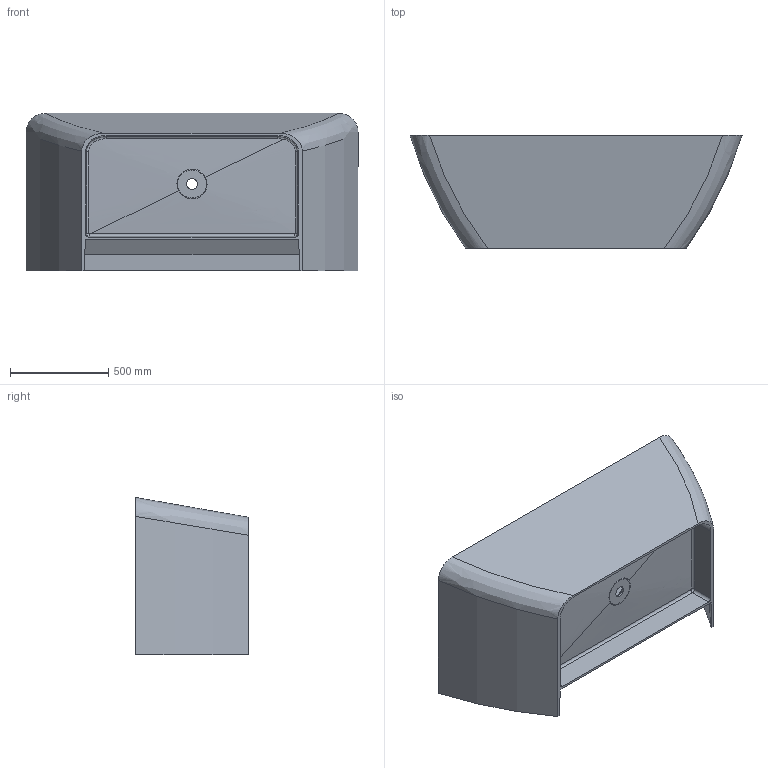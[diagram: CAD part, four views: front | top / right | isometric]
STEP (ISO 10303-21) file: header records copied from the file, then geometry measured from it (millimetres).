
FILE_DESCRIPTION (( 'STEP AP214' ), '1' );
FILE_NAME ('Iceland.STEP', '2019-05-21T12:40:45', ( '' ), ( '' ), 'SwSTEP 2.0', 'SolidWorks 2018', '' );
FILE_SCHEMA (( 'AUTOMOTIVE_DESIGN' ));
Length unit declared in the file: millimetre
Products named in the file (2): Iceland
Bounding box: 1690 x 575 x 800 mm (x, y, z)
Volume: 72535731.5 mm3; surface area: 6544251 mm2
Topology: 1 solids, 1 shells, 85 faces, 213 edges, 131 vertices
Faces by surface type: bspline 57, cylinder 13, plane 13, cone 2
Entity records: 17927 total; most frequent: CARTESIAN_POINT 16327, ORIENTED_EDGE 426, EDGE_CURVE 213, DIRECTION 176, VERTEX_POINT 131, B_SPLINE_CURVE_WITH_KNOTS 121, EDGE_LOOP 88, ADVANCED_FACE 85
